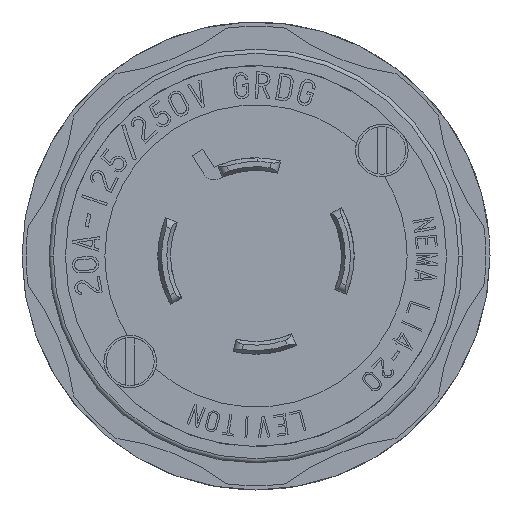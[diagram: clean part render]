
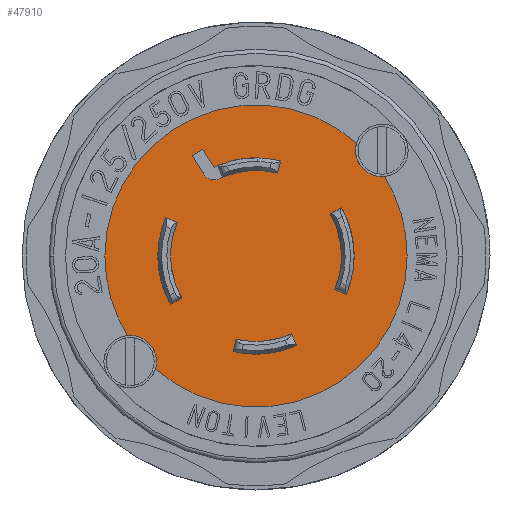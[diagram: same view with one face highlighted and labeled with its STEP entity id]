
A CAD part, left-side view. The second image highlights one B-rep face of the part: STEP entity #47910.
In plain terms, the highlighted planar face has unit normal (-1, 0, 0).
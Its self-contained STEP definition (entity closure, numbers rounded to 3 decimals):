
#60=CARTESIAN_POINT('',(33.35,0.,0.));
#70=DIRECTION('',(-1.,0.,0.));
#80=DIRECTION('',(0.,1.,0.));
#90=AXIS2_PLACEMENT_3D('',#60,#70,#80);
#100=CIRCLE('',#90,18.25);
#110=CARTESIAN_POINT('',(33.35,12.143,-13.623));
#120=VERTEX_POINT('',#110);
#130=CARTESIAN_POINT('',(33.35,-18.25,0.));
#140=VERTEX_POINT('',#130);
#150=EDGE_CURVE('',#120,#140,#100,.T.);
#520=CARTESIAN_POINT('',(33.35,-9.792,3.28));
#530=VERTEX_POINT('',#520);
#1510=CARTESIAN_POINT('',(33.35,-10.326,
0.));
#1520=VERTEX_POINT('',#1510);
#1550=CARTESIAN_POINT('',(33.35,0.012,0.
));
#1560=DIRECTION('',(-1.,0.,0.));
#1570=DIRECTION('',(0.,1.,0.));
#1580=AXIS2_PLACEMENT_3D('',#1550,#1560,#1570);
#1590=CIRCLE('',#1580,10.338);
#1600=EDGE_CURVE('',#1520,#530,#1590,.T.);
#1820=CARTESIAN_POINT('',(33.35,18.25,0.));
#1830=VERTEX_POINT('',#1820);
#1860=CARTESIAN_POINT('',(33.35,15.525,-9.593));
#1870=VERTEX_POINT('',#1860);
#1880=EDGE_CURVE('',#1830,#1870,#100,.T.);
#22400=CARTESIAN_POINT('',(33.35,-2.97,11.472));
#22410=VERTEX_POINT('',#22400);
#22440=CARTESIAN_POINT('',(33.35,-0.003,0.));
#22450=DIRECTION('',(0.,0.25,
-0.968));
#22460=VECTOR('',#22450,1.);
#22470=LINE('',#22440,#22460);
#22480=CARTESIAN_POINT('',(33.35,-2.588,9.997));
#22490=VERTEX_POINT('',#22480);
#22500=EDGE_CURVE('',#22410,#22490,#22470,.T.);
#32410=CARTESIAN_POINT('',(33.35,15.196,-12.751));
#32420=DIRECTION('',(-1.,0.,0.));
#32430=DIRECTION('',(0.,0.,1.));
#32440=AXIS2_PLACEMENT_3D('',#32410,#32420,#32430);
#32450=CIRCLE('',#32440,3.175);
#32460=CARTESIAN_POINT('',(33.35,12.021,-12.751));
#32470=VERTEX_POINT('',#32460);
#32480=EDGE_CURVE('',#32470,#1870,#32450,.T.);
#46030=CARTESIAN_POINT('',(33.35,-24.486,0.));
#46040=DIRECTION('',(-1.,0.,0.));
#46050=DIRECTION('',(0.,1.,0.));
#46060=AXIS2_PLACEMENT_3D('',#46030,#46040,#46050);
#46070=PLANE('',#46060);
#46080=CARTESIAN_POINT('',(33.35,-12.143,13.623));
#46090=VERTEX_POINT('',#46080);
#46100=EDGE_CURVE('',#46090,#1830,#100,.T.);
#46110=ORIENTED_EDGE('',*,*,#46100,.T.);
#46120=CARTESIAN_POINT('',(33.35,-15.196,12.751));
#46130=DIRECTION('',(-1.,0.,0.));
#46140=DIRECTION('',(0.,0.,1.));
#46150=AXIS2_PLACEMENT_3D('',#46120,#46130,#46140);
#46160=CIRCLE('',#46150,3.175);
#46170=CARTESIAN_POINT('',(33.35,-12.021,12.751));
#46180=VERTEX_POINT('',#46170);
#46190=EDGE_CURVE('',#46090,#46180,#46160,.T.);
#46200=ORIENTED_EDGE('',*,*,#46190,.F.);
#46210=CARTESIAN_POINT('',(33.35,-15.525,9.593));
#46220=VERTEX_POINT('',#46210);
#46230=EDGE_CURVE('',#46180,#46220,#46160,.T.);
#46240=ORIENTED_EDGE('',*,*,#46230,.F.);
#46250=EDGE_CURVE('',#140,#46220,#100,.T.);
#46260=ORIENTED_EDGE('',*,*,#46250,.T.);
#46270=ORIENTED_EDGE('',*,*,#150,.T.);
#46280=EDGE_CURVE('',#120,#32470,#32450,.T.);
#46290=ORIENTED_EDGE('',*,*,#46280,.F.);
#46300=ORIENTED_EDGE('',*,*,#32480,.F.);
#46310=ORIENTED_EDGE('',*,*,#1880,.T.);
#46320=EDGE_LOOP('',(#46310,#46300,#46290,#46270,#46260,#46240,#46200,
#46110));
#46330=FACE_OUTER_BOUND('',#46320,.T.);
#46340=CARTESIAN_POINT('',(33.35,-0.012,
0.));
#46350=DIRECTION('',(-1.,0.,0.));
#46360=DIRECTION('',(0.,-1.,0.));
#46370=AXIS2_PLACEMENT_3D('',#46340,#46350,#46360);
#46380=CIRCLE('',#46370,10.338);
#46390=CARTESIAN_POINT('',(33.35,9.504,4.039));
#46400=VERTEX_POINT('',#46390);
#46410=CARTESIAN_POINT('',(33.35,10.326,0.
));
#46420=VERTEX_POINT('',#46410);
#46430=EDGE_CURVE('',#46400,#46420,#46380,.T.);
#46440=ORIENTED_EDGE('',*,*,#46430,.T.);
#46450=CARTESIAN_POINT('',(33.35,0.,0.005));
#46460=DIRECTION('',(0.,-0.921,
-0.391));
#46470=VECTOR('',#46460,1.);
#46480=LINE('',#46450,#46470);
#46490=CARTESIAN_POINT('',(33.35,10.907,4.635));
#46500=VERTEX_POINT('',#46490);
#46510=EDGE_CURVE('',#46500,#46400,#46480,.T.);
#46520=ORIENTED_EDGE('',*,*,#46510,.T.);
#46530=CARTESIAN_POINT('',(33.35,-0.012,
0.));
#46540=DIRECTION('',(-1.,0.,0.));
#46550=DIRECTION('',(0.,-1.,0.));
#46560=AXIS2_PLACEMENT_3D('',#46530,#46540,#46550);
#46570=CIRCLE('',#46560,11.862);
#46580=CARTESIAN_POINT('',(33.35,11.85,0.
));
#46590=VERTEX_POINT('',#46580);
#46600=EDGE_CURVE('',#46500,#46590,#46570,.T.);
#46610=ORIENTED_EDGE('',*,*,#46600,.F.);
#46620=CARTESIAN_POINT('',(33.35,11.237,-3.764));
#46630=VERTEX_POINT('',#46620);
#46640=EDGE_CURVE('',#46590,#46630,#46570,.T.);
#46650=ORIENTED_EDGE('',*,*,#46640,.F.);
#46660=CARTESIAN_POINT('',(33.35,0.,-0.004));
#46670=DIRECTION('',(0.,-0.948,
0.317));
#46680=VECTOR('',#46670,1.);
#46690=LINE('',#46660,#46680);
#46700=CARTESIAN_POINT('',(33.35,9.792,-3.28));
#46710=VERTEX_POINT('',#46700);
#46720=EDGE_CURVE('',#46630,#46710,#46690,.T.);
#46730=ORIENTED_EDGE('',*,*,#46720,.F.);
#46740=EDGE_CURVE('',#46420,#46710,#46380,.T.);
#46750=ORIENTED_EDGE('',*,*,#46740,.T.);
#46760=EDGE_LOOP('',(#46750,#46730,#46650,#46610,#46520,#46440));
#46770=FACE_BOUND('',#46760,.T.);
#46780=CARTESIAN_POINT('',(33.35,0.012,
0.));
#46790=DIRECTION('',(-1.,0.,0.));
#46800=DIRECTION('',(0.,1.,0.));
#46810=AXIS2_PLACEMENT_3D('',#46780,#46790,#46800);
#46820=CIRCLE('',#46810,11.862);
#46830=CARTESIAN_POINT('',(33.35,-10.907,-4.635));
#46840=VERTEX_POINT('',#46830);
#46850=CARTESIAN_POINT('',(33.35,-11.85,
0.));
#46860=VERTEX_POINT('',#46850);
#46870=EDGE_CURVE('',#46840,#46860,#46820,.T.);
#46880=ORIENTED_EDGE('',*,*,#46870,.F.);
#46890=CARTESIAN_POINT('',(33.35,-11.237,3.764));
#46900=VERTEX_POINT('',#46890);
#46910=EDGE_CURVE('',#46860,#46900,#46820,.T.);
#46920=ORIENTED_EDGE('',*,*,#46910,.F.);
#46930=CARTESIAN_POINT('',(33.35,0.,0.004));
#46940=DIRECTION('',(0.,0.948,
-0.317));
#46950=VECTOR('',#46940,1.);
#46960=LINE('',#46930,#46950);
#46970=EDGE_CURVE('',#46900,#530,#46960,.T.);
#46980=ORIENTED_EDGE('',*,*,#46970,.F.);
#46990=ORIENTED_EDGE('',*,*,#1600,.T.);
#47000=CARTESIAN_POINT('',(33.35,-9.504,-4.039))
;
#47010=VERTEX_POINT('',#47000);
#47020=EDGE_CURVE('',#47010,#1520,#1590,.T.);
#47030=ORIENTED_EDGE('',*,*,#47020,.T.);
#47040=CARTESIAN_POINT('',(33.35,0.,-0.005));
#47050=DIRECTION('',(0.,0.921,
0.391));
#47060=VECTOR('',#47050,1.);
#47070=LINE('',#47040,#47060);
#47080=EDGE_CURVE('',#46840,#47010,#47070,.T.);
#47090=ORIENTED_EDGE('',*,*,#47080,.T.);
#47100=EDGE_LOOP('',(#47090,#47030,#46990,#46980,#46920,#46880));
#47110=FACE_BOUND('',#47100,.T.);
#47120=CARTESIAN_POINT('',(33.35,0.,
0.012));
#47130=DIRECTION('',(-1.,0.,0.));
#47140=DIRECTION('',(0.,0.,1.));
#47150=AXIS2_PLACEMENT_3D('',#47120,#47130,#47140);
#47160=CIRCLE('',#47150,11.862);
#47170=CARTESIAN_POINT('',(33.35,2.769,-11.522));
#47180=VERTEX_POINT('',#47170);
#47190=CARTESIAN_POINT('',(33.35,0.,
-11.85));
#47200=VERTEX_POINT('',#47190);
#47210=EDGE_CURVE('',#47180,#47200,#47160,.T.);
#47220=ORIENTED_EDGE('',*,*,#47210,.F.);
#47230=CARTESIAN_POINT('',(33.35,-2.769,-11.522))
;
#47240=VERTEX_POINT('',#47230);
#47250=EDGE_CURVE('',#47200,#47240,#47160,.T.);
#47260=ORIENTED_EDGE('',*,*,#47250,.F.);
#47270=CARTESIAN_POINT('',(33.35,-0.003,0.));
#47280=DIRECTION('',(0.,0.233,
0.972));
#47290=VECTOR('',#47280,1.);
#47300=LINE('',#47270,#47290);
#47310=CARTESIAN_POINT('',(33.35,-2.413,-10.041))
;
#47320=VERTEX_POINT('',#47310);
#47330=EDGE_CURVE('',#47240,#47320,#47300,.T.);
#47340=ORIENTED_EDGE('',*,*,#47330,.F.);
#47350=CARTESIAN_POINT('',(33.35,0.,
0.012));
#47360=DIRECTION('',(-1.,0.,0.));
#47370=DIRECTION('',(0.,0.,1.));
#47380=AXIS2_PLACEMENT_3D('',#47350,#47360,#47370);
#47390=CIRCLE('',#47380,10.338);
#47400=CARTESIAN_POINT('',(33.35,0.,
-10.326));
#47410=VERTEX_POINT('',#47400);
#47420=EDGE_CURVE('',#47410,#47320,#47390,.T.);
#47430=ORIENTED_EDGE('',*,*,#47420,.T.);
#47440=CARTESIAN_POINT('',(33.35,2.413,-10.041));
#47450=VERTEX_POINT('',#47440);
#47460=EDGE_CURVE('',#47450,#47410,#47390,.T.);
#47470=ORIENTED_EDGE('',*,*,#47460,.T.);
#47480=CARTESIAN_POINT('',(33.35,0.003,0.));
#47490=DIRECTION('',(0.,-0.233,
0.972));
#47500=VECTOR('',#47490,1.);
#47510=LINE('',#47480,#47500);
#47520=EDGE_CURVE('',#47180,#47450,#47510,.T.);
#47530=ORIENTED_EDGE('',*,*,#47520,.T.);
#47540=EDGE_LOOP('',(#47530,#47470,#47430,#47340,#47260,#47220));
#47550=FACE_BOUND('',#47540,.T.);
#47560=CARTESIAN_POINT('',(33.35,0.,
-0.012));
#47570=DIRECTION('',(1.,0.,0.));
#47580=DIRECTION('',(0.,-0.017,
1.));
#47590=AXIS2_PLACEMENT_3D('',#47560,#47570,#47580);
#47600=CIRCLE('',#47590,10.338);
#47610=CARTESIAN_POINT('',(33.35,3.789,9.607));
#47620=VERTEX_POINT('',#47610);
#47630=CARTESIAN_POINT('',(33.35,-0.18,10.325))
;
#47640=VERTEX_POINT('',#47630);
#47650=EDGE_CURVE('',#47620,#47640,#47600,.T.);
#47660=ORIENTED_EDGE('',*,*,#47650,.F.);
#47670=EDGE_CURVE('',#47640,#22490,#47600,.T.);
#47680=ORIENTED_EDGE('',*,*,#47670,.F.);
#47690=ORIENTED_EDGE('',*,*,#22500,.T.);
#47700=CARTESIAN_POINT('',(33.35,0.,
-0.012));
#47710=DIRECTION('',(-1.,0.,0.));
#47720=DIRECTION('',(0.,0.017,
-1.));
#47730=AXIS2_PLACEMENT_3D('',#47700,#47710,#47720);
#47740=CIRCLE('',#47730,11.862);
#47750=CARTESIAN_POINT('',(33.35,-0.207,11.848))
;
#47760=VERTEX_POINT('',#47750);
#47770=EDGE_CURVE('',#22410,#47760,#47740,.T.);
#47780=ORIENTED_EDGE('',*,*,#47770,.F.);
#47790=CARTESIAN_POINT('',(33.35,4.348,11.025));
#47800=VERTEX_POINT('',#47790);
#47810=EDGE_CURVE('',#47760,#47800,#47740,.T.);
#47820=ORIENTED_EDGE('',*,*,#47810,.F.);
#47830=CARTESIAN_POINT('',(33.35,0.005,0.));
#47840=DIRECTION('',(0.,-0.367,
-0.93));
#47850=VECTOR('',#47840,1.);
#47860=LINE('',#47830,#47850);
#47870=EDGE_CURVE('',#47800,#47620,#47860,.T.);
#47880=ORIENTED_EDGE('',*,*,#47870,.F.);
#47890=EDGE_LOOP('',(#47880,#47820,#47780,#47690,#47680,#47660));
#47900=FACE_BOUND('',#47890,.T.);
#47910=ADVANCED_FACE('F2109',(#46330,#46770,#47110,#47550,#47900),#46070
,.T.);
